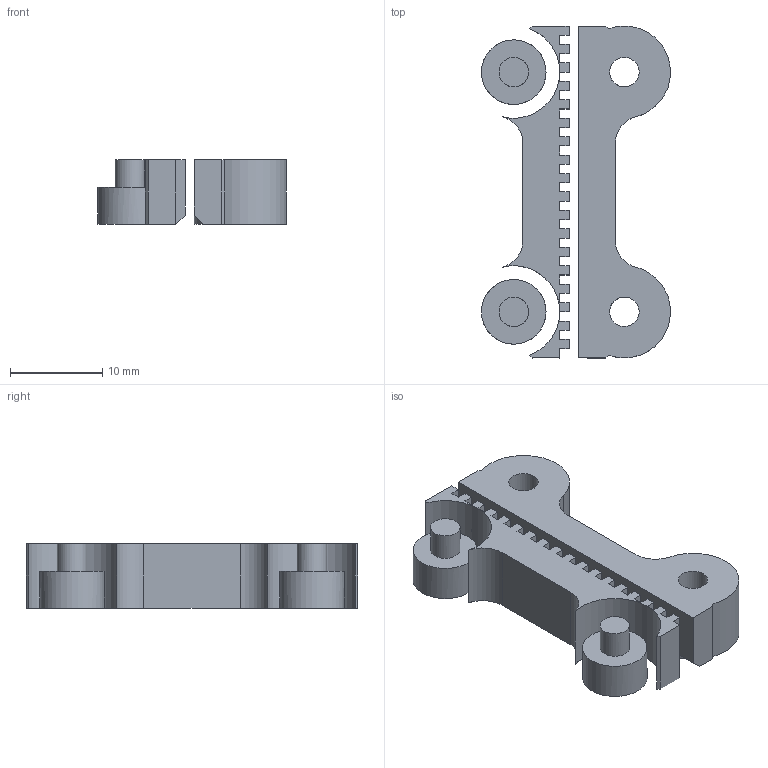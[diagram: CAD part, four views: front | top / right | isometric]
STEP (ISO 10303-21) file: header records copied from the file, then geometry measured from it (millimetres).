
FILE_DESCRIPTION(('FreeCAD Model'),'2;1');
FILE_NAME('Open CASCADE Shape Model','2021-12-31T21:10:06',('Author'),( ''),'Open CASCADE STEP processor 7.5','FreeCAD','Unknown');
FILE_SCHEMA(('AUTOMOTIVE_DESIGN { 1 0 10303 214 1 1 1 1 }'));
Length unit declared in the file: millimetre
Products named in the file (1): belt.clamp
Bounding box: 20.5 x 36 x 7 mm (x, y, z)
Volume: 2431.6 mm3; surface area: 2799.8 mm2
Topology: 4 solids, 4 shells, 137 faces, 384 edges, 259 vertices
Faces by surface type: plane 119, cylinder 18
Full cylindrical faces by diameter (mm): 3.2 x4, 7 x4
Entity records: 9170 total; most frequent: CARTESIAN_POINT 1904, DIRECTION 1231, LINE 821, VECTOR 821, ORIENTED_EDGE 760, PCURVE 760, DEFINITIONAL_REPRESENTATION 760, EDGE_CURVE 380
